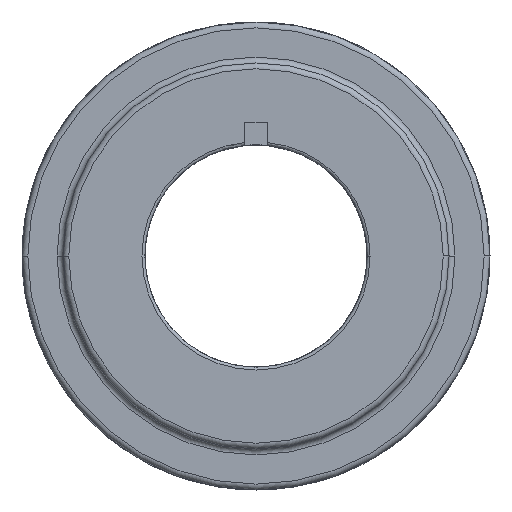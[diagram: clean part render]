
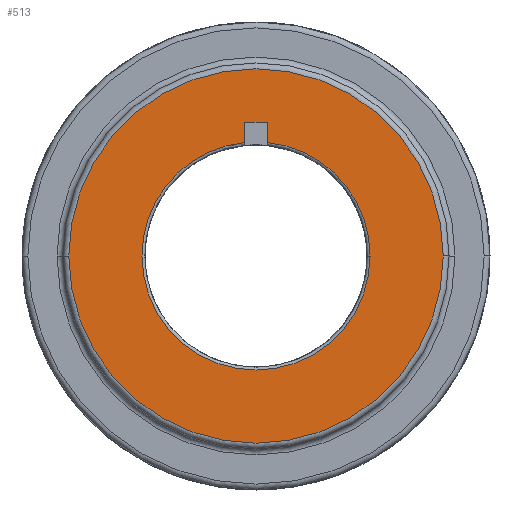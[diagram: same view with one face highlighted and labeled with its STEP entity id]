
A CAD part, front view. The second image highlights one B-rep face of the part: STEP entity #513.
In plain terms, the highlighted planar face has unit normal (0, -1, 0).
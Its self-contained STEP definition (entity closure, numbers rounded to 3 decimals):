
#118=CARTESIAN_POINT('Vertex',(2.,0.,22.894)) ;
#121=CARTESIAN_POINT('Line Origine',(1.,0.,22.894)) ;
#125=CARTESIAN_POINT('Vertex',(0.,0.,22.894)) ;
#140=CARTESIAN_POINT('Line Origine',(-1.,0.,22.894)) ;
#144=CARTESIAN_POINT('Vertex',(-2.,0.,22.894)) ;
#349=CARTESIAN_POINT('Vertex',(32.,0.,0.)) ;
#352=CARTESIAN_POINT('Axis2P3D Location',(0.,0.,0.)) ;
#356=CARTESIAN_POINT('Vertex',(-32.,0.,0.)) ;
#376=CARTESIAN_POINT('Axis2P3D Location',(0.,0.,0.)) ;
#411=CARTESIAN_POINT('Vertex',(-2.,0.,19.397)) ;
#419=CARTESIAN_POINT('Line Origine',(-2.,0.,21.146)) ;
#437=CARTESIAN_POINT('Line Origine',(2.,0.,21.146)) ;
#441=CARTESIAN_POINT('Vertex',(2.,0.,19.397)) ;
#476=CARTESIAN_POINT('Axis2P3D Location',(0.,0.,0.)) ;
#485=CARTESIAN_POINT('Axis2P3D Location',(0.,0.,0.)) ;
#489=CARTESIAN_POINT('Vertex',(19.5,0.,0.)) ;
#492=CARTESIAN_POINT('Axis2P3D Location',(0.,0.,0.)) ;
#496=CARTESIAN_POINT('Vertex',(-19.5,0.,0.)) ;
#499=CARTESIAN_POINT('Axis2P3D Location',(0.,0.,0.)) ;
#122=DIRECTION('Vector Direction',(-1.,0.,0.)) ;
#141=DIRECTION('Vector Direction',(1.,0.,0.)) ;
#353=DIRECTION('Axis2P3D Direction',(-0.,1.,0.)) ;
#377=DIRECTION('Axis2P3D Direction',(0.,1.,0.)) ;
#420=DIRECTION('Vector Direction',(0.,0.,1.)) ;
#438=DIRECTION('Vector Direction',(0.,0.,1.)) ;
#477=DIRECTION('Axis2P3D Direction',(0.,1.,0.)) ;
#478=DIRECTION('Axis2P3D XDirection',(-1.,0.,0.)) ;
#486=DIRECTION('Axis2P3D Direction',(0.,1.,0.)) ;
#493=DIRECTION('Axis2P3D Direction',(0.,1.,0.)) ;
#500=DIRECTION('Axis2P3D Direction',(0.,1.,0.)) ;
#354=AXIS2_PLACEMENT_3D('Circle Axis2P3D',#352,#353,$) ;
#378=AXIS2_PLACEMENT_3D('Circle Axis2P3D',#376,#377,$) ;
#479=AXIS2_PLACEMENT_3D('Plane Axis2P3D',#476,#477,#478) ;
#487=AXIS2_PLACEMENT_3D('Circle Axis2P3D',#485,#486,$) ;
#494=AXIS2_PLACEMENT_3D('Circle Axis2P3D',#492,#493,$) ;
#501=AXIS2_PLACEMENT_3D('Circle Axis2P3D',#499,#500,$) ;
#482=ORIENTED_EDGE('',*,*,#380,.F.) ;
#483=ORIENTED_EDGE('',*,*,#358,.F.) ;
#505=ORIENTED_EDGE('',*,*,#423,.F.) ;
#506=ORIENTED_EDGE('',*,*,#146,.F.) ;
#507=ORIENTED_EDGE('',*,*,#127,.F.) ;
#508=ORIENTED_EDGE('',*,*,#443,.F.) ;
#509=ORIENTED_EDGE('',*,*,#491,.F.) ;
#510=ORIENTED_EDGE('',*,*,#498,.F.) ;
#511=ORIENTED_EDGE('',*,*,#503,.F.) ;
#512=FACE_BOUND('',#504,.T.) ;
#123=VECTOR('Line Direction',#122,1.) ;
#142=VECTOR('Line Direction',#141,1.) ;
#421=VECTOR('Line Direction',#420,1.) ;
#439=VECTOR('Line Direction',#438,1.) ;
#513=ADVANCED_FACE('PartBody',(#484,#512),#480,.F.) ;
#355=CIRCLE('generated circle',#354,32.) ;
#379=CIRCLE('generated circle',#378,32.) ;
#488=CIRCLE('generated circle',#487,19.5) ;
#495=CIRCLE('generated circle',#494,19.5) ;
#502=CIRCLE('generated circle',#501,19.5) ;
#127=EDGE_CURVE('',#119,#126,#124,.T.) ;
#146=EDGE_CURVE('',#126,#145,#143,.F.) ;
#358=EDGE_CURVE('',#350,#357,#355,.T.) ;
#380=EDGE_CURVE('',#357,#350,#379,.T.) ;
#423=EDGE_CURVE('',#145,#412,#422,.F.) ;
#443=EDGE_CURVE('',#442,#119,#440,.T.) ;
#491=EDGE_CURVE('',#490,#442,#488,.F.) ;
#498=EDGE_CURVE('',#497,#490,#495,.F.) ;
#503=EDGE_CURVE('',#412,#497,#502,.F.) ;
#481=EDGE_LOOP('',(#482,#483)) ;
#504=EDGE_LOOP('',(#505,#506,#507,#508,#509,#510,#511)) ;
#484=FACE_OUTER_BOUND('',#481,.T.) ;
#124=LINE('Line',#121,#123) ;
#143=LINE('Line',#140,#142) ;
#422=LINE('Line',#419,#421) ;
#440=LINE('Line',#437,#439) ;
#480=PLANE('Plane',#479) ;
#119=VERTEX_POINT('',#118) ;
#126=VERTEX_POINT('',#125) ;
#145=VERTEX_POINT('',#144) ;
#350=VERTEX_POINT('',#349) ;
#357=VERTEX_POINT('',#356) ;
#412=VERTEX_POINT('',#411) ;
#442=VERTEX_POINT('',#441) ;
#490=VERTEX_POINT('',#489) ;
#497=VERTEX_POINT('',#496) ;
